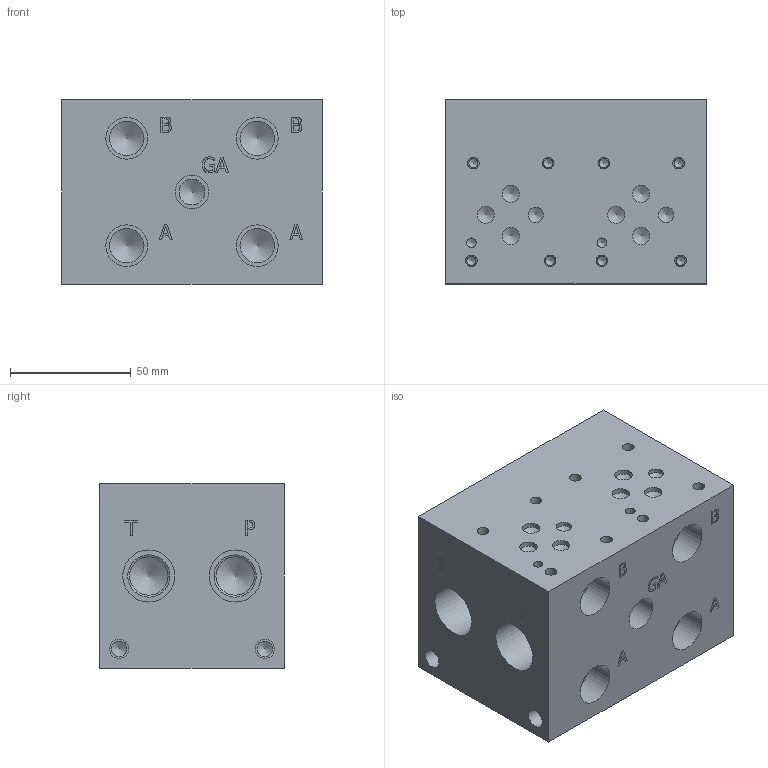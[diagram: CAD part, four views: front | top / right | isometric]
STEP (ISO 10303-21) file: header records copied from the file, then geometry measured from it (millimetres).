
FILE_DESCRIPTION(/* description */ (''),/* implementation_level */ '2;1');
FILE_NAME(/* name */ '_D03P022P.stp',/* time_stamp */ '2022-10-05T09:35:06-04:00',/* author */ ('bobbyh'),/* organization */ (''),/* preprocessor_version */ 'ST-DEVELOPER v18',/* originating_system */ 'Autodesk Inventor 2020',/* authorisation */ '');
FILE_SCHEMA (('AUTOMOTIVE_DESIGN { 1 0 10303 214 3 1 1 }'));
Length unit declared in the file: millimetre
Products named in the file (1): Part6
Bounding box: 107.95 x 76.2 x 76.2 mm (x, y, z)
Volume: 567671 mm3; surface area: 59885.8 mm2
Topology: 1 solids, 1 shells, 593 faces, 1623 edges, 1098 vertices
Faces by surface type: plane 347, bspline 155, cylinder 56, cone 35
Full cylindrical faces by diameter (mm): 3.785 x8, 3.962 x2, 4.826 x8, 6.35 x2, 6.528 x4, 7.137 x6, 7.925 x4, 10.719 x1, 13.868 x1, 14.3 x4, 15.875 x4, 17.297 x4, 17.475 x4, 21.59 x4
Entity records: 19917 total; most frequent: CARTESIAN_POINT 5299, ORIENTED_EDGE 3184, DIRECTION 2359, EDGE_CURVE 1592, VERTEX_POINT 1098, LINE 1083, VECTOR 1083, EDGE_LOOP 690
